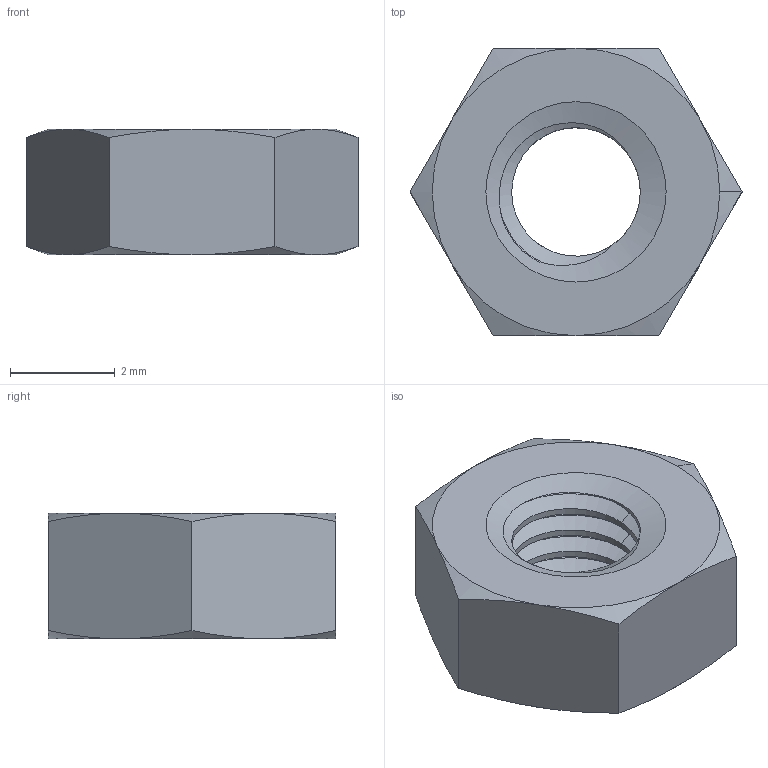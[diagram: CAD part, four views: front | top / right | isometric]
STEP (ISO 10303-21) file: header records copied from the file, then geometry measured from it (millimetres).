
FILE_DESCRIPTION(('FreeCAD Model'),'2;1');
FILE_NAME('tuerca_seguridad.step','2017-09-28T20:33:49',('Author'),(''), 'Open CASCADE STEP processor 6.8','FreeCAD','Unknown');
FILE_SCHEMA(('AUTOMOTIVE_DESIGN_CC2 { 1 2 10303 214 -1 1 5 4 }'));
Length unit declared in the file: millimetre
Products named in the file (2): ASSEMBLY; M3-Nut
Assembly tree (1 placements, depth 2):
  ASSEMBLY
    M3-Nut
Bounding box: 6.35 x 5.5 x 2.4 mm (x, y, z)
Volume: 48.5 mm3; surface area: 116.5 mm2
Topology: 1 solids, 1 shells, 47 faces, 101 edges, 56 vertices
Faces by surface type: bspline 23, cone 16, plane 8
Entity records: 3025 total; most frequent: CARTESIAN_POINT 2132, ORIENTED_EDGE 202, DIRECTION 142, EDGE_CURVE 101, AXIS2_PLACEMENT_3D 66, VERTEX_POINT 56, FACE_BOUND 49, EDGE_LOOP 49
